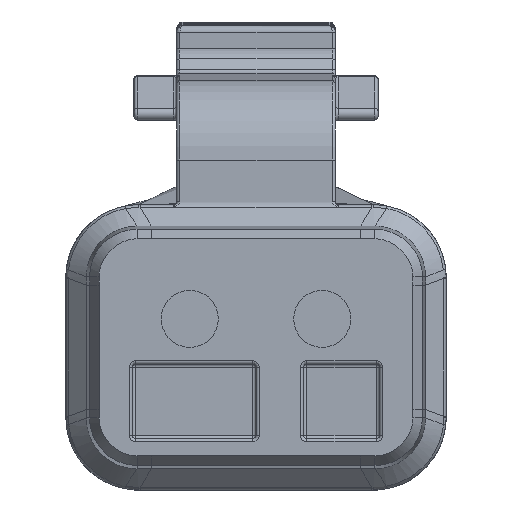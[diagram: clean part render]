
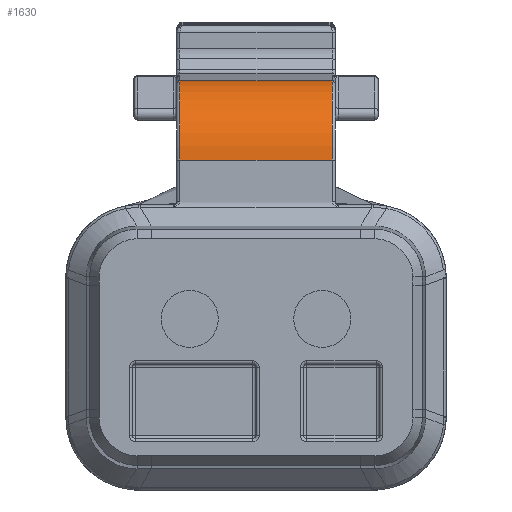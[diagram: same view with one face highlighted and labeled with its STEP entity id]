
A CAD part, front view. The second image highlights one B-rep face of the part: STEP entity #1630.
In plain terms, the highlighted cylindrical face has radius 2.5 mm (diameter 5 mm), a partial arc.
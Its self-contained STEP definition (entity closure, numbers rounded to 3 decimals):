
#770=CYLINDRICAL_SURFACE('',#9170,2.5);
#1099=CIRCLE('',#9168,2.5);
#1100=CIRCLE('',#9169,2.5);
#1630=ADVANCED_FACE('',(#2290),#770,.T.);
#2290=FACE_OUTER_BOUND('',#2872,.T.);
#2872=EDGE_LOOP('',(#4210,#4211,#4212,#4213));
#4210=ORIENTED_EDGE('',*,*,#7414,.F.);
#4211=ORIENTED_EDGE('',*,*,#7422,.T.);
#4212=ORIENTED_EDGE('',*,*,#7162,.F.);
#4213=ORIENTED_EDGE('',*,*,#7423,.T.);
#6332=VERTEX_POINT('',#14515);
#6333=VERTEX_POINT('',#14516);
#6526=VERTEX_POINT('',#15782);
#6527=VERTEX_POINT('',#15784);
#7162=EDGE_CURVE('',#6332,#6333,#8244,.T.);
#7414=EDGE_CURVE('',#6526,#6527,#8326,.T.);
#7422=EDGE_CURVE('',#6526,#6333,#1099,.T.);
#7423=EDGE_CURVE('',#6332,#6527,#1100,.T.);
#8244=LINE('',#14514,#8644);
#8326=LINE('',#15783,#8726);
#8644=VECTOR('',#10328,1.);
#8726=VECTOR('',#10700,1.);
#9168=AXIS2_PLACEMENT_3D('',#15799,#10712,#10713);
#9169=AXIS2_PLACEMENT_3D('',#15800,#10714,#10715);
#9170=AXIS2_PLACEMENT_3D('',#15801,#10716,#10717);
#10328=DIRECTION('',(-1.,0.,0.));
#10700=DIRECTION('',(1.,0.,0.));
#10712=DIRECTION('',(1.,0.,0.));
#10713=DIRECTION('',(0.,0.,-1.));
#10714=DIRECTION('',(-1.,0.,0.));
#10715=DIRECTION('',(0.,0.,-1.));
#10716=DIRECTION('',(1.,0.,0.));
#10717=DIRECTION('',(0.,0.,-1.));
#14514=CARTESIAN_POINT('',(-3.7,0.,5.91));
#14515=CARTESIAN_POINT('',(2.4,0.,5.91));
#14516=CARTESIAN_POINT('',(-2.4,0.,5.91));
#15782=CARTESIAN_POINT('',(-2.4,2.448,8.41));
#15783=CARTESIAN_POINT('',(-2.5,2.448,8.41));
#15784=CARTESIAN_POINT('',(2.4,2.448,8.41));
#15799=CARTESIAN_POINT('',(-2.4,2.5,5.91));
#15800=CARTESIAN_POINT('',(2.4,2.5,5.91));
#15801=CARTESIAN_POINT('',(-2.5,2.5,5.91));
